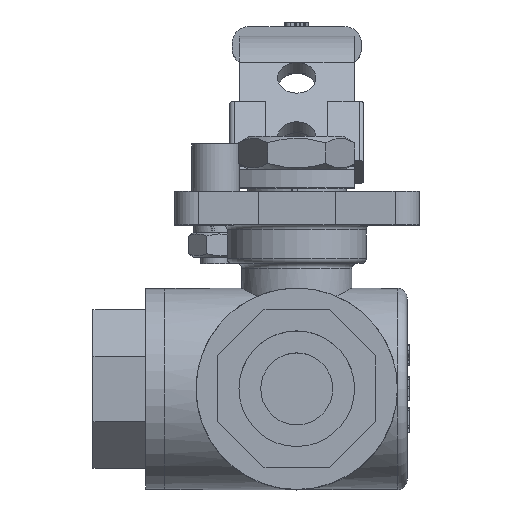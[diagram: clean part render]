
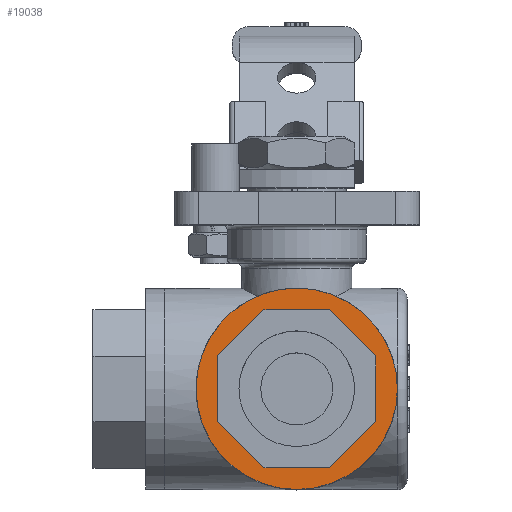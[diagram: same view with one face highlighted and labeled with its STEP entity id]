
A CAD part, top view. The second image highlights one B-rep face of the part: STEP entity #19038.
In plain terms, the highlighted planar face has unit normal (0, 0, 1).
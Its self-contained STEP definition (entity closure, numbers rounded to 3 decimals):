
#1242=FACE_BOUND('',#3356,.T.);
#2265=FACE_OUTER_BOUND('',#3355,.T.);
#3355=EDGE_LOOP('',(#16358));
#3356=EDGE_LOOP('',(#16359,#16360,#16361,#16362,#16363,#16364,#16365,#16366));
#3576=CIRCLE('',#19894,21.);
#5180=LINE('',#34137,#6856);
#5184=LINE('',#34145,#6860);
#5187=LINE('',#34151,#6863);
#5190=LINE('',#34157,#6866);
#5193=LINE('',#34163,#6869);
#5196=LINE('',#34169,#6872);
#5199=LINE('',#34175,#6875);
#5202=LINE('',#34180,#6878);
#6856=VECTOR('',#23093,10.);
#6860=VECTOR('',#23099,10.);
#6863=VECTOR('',#23104,10.);
#6866=VECTOR('',#23109,10.);
#6869=VECTOR('',#23114,10.);
#6872=VECTOR('',#23119,10.);
#6875=VECTOR('',#23124,10.);
#6878=VECTOR('',#23129,10.);
#8616=VERTEX_POINT('',#34135);
#8617=VERTEX_POINT('',#34136);
#8620=VERTEX_POINT('',#34144);
#8622=VERTEX_POINT('',#34150);
#8624=VERTEX_POINT('',#34156);
#8626=VERTEX_POINT('',#34162);
#8628=VERTEX_POINT('',#34168);
#8630=VERTEX_POINT('',#34174);
#8632=VERTEX_POINT('',#34184);
#11195=EDGE_CURVE('',#8616,#8617,#5180,.T.);
#11199=EDGE_CURVE('',#8617,#8620,#5184,.T.);
#11202=EDGE_CURVE('',#8620,#8622,#5187,.T.);
#11205=EDGE_CURVE('',#8622,#8624,#5190,.T.);
#11208=EDGE_CURVE('',#8624,#8626,#5193,.T.);
#11211=EDGE_CURVE('',#8626,#8628,#5196,.T.);
#11214=EDGE_CURVE('',#8628,#8630,#5199,.T.);
#11217=EDGE_CURVE('',#8630,#8616,#5202,.T.);
#11219=EDGE_CURVE('',#8632,#8632,#3576,.T.);
#16358=ORIENTED_EDGE('',*,*,#11219,.T.);
#16359=ORIENTED_EDGE('',*,*,#11195,.T.);
#16360=ORIENTED_EDGE('',*,*,#11199,.T.);
#16361=ORIENTED_EDGE('',*,*,#11202,.T.);
#16362=ORIENTED_EDGE('',*,*,#11205,.T.);
#16363=ORIENTED_EDGE('',*,*,#11208,.T.);
#16364=ORIENTED_EDGE('',*,*,#11211,.T.);
#16365=ORIENTED_EDGE('',*,*,#11214,.T.);
#16366=ORIENTED_EDGE('',*,*,#11217,.T.);
#17060=PLANE('',#19897);
#19038=ADVANCED_FACE('',(#2265,#1242),#17060,.T.);
#19894=AXIS2_PLACEMENT_3D('',#34185,#23135,#23136);
#19897=AXIS2_PLACEMENT_3D('',#34190,#23142,#23143);
#23093=DIRECTION('',(0.,1.,0.));
#23099=DIRECTION('',(0.707,0.707,0.));
#23104=DIRECTION('',(1.,0.,0.));
#23109=DIRECTION('',(0.707,-0.707,0.));
#23114=DIRECTION('',(0.,-1.,0.));
#23119=DIRECTION('',(-0.707,-0.707,0.));
#23124=DIRECTION('',(-1.,0.,0.));
#23129=DIRECTION('',(-0.707,0.707,0.));
#23135=DIRECTION('center_axis',(0.,0.,1.));
#23136=DIRECTION('ref_axis',(1.,0.,0.));
#23142=DIRECTION('center_axis',(0.,0.,1.));
#23143=DIRECTION('ref_axis',(-1.,0.,0.));
#34135=CARTESIAN_POINT('',(-16.5,-6.835,31.5));
#34136=CARTESIAN_POINT('',(-16.5,6.835,31.5));
#34137=CARTESIAN_POINT('',(-16.5,3.417,31.5));
#34144=CARTESIAN_POINT('',(-6.835,16.5,31.5));
#34145=CARTESIAN_POINT('',(-9.251,14.084,31.5));
#34150=CARTESIAN_POINT('',(6.835,16.5,31.5));
#34151=CARTESIAN_POINT('',(3.417,16.5,31.5));
#34156=CARTESIAN_POINT('',(16.5,6.835,31.5));
#34157=CARTESIAN_POINT('',(14.084,9.251,31.5));
#34162=CARTESIAN_POINT('',(16.5,-6.835,31.5));
#34163=CARTESIAN_POINT('',(16.5,-3.417,31.5));
#34168=CARTESIAN_POINT('',(6.835,-16.5,31.5));
#34169=CARTESIAN_POINT('',(9.251,-14.084,31.5));
#34174=CARTESIAN_POINT('',(-6.835,-16.5,31.5));
#34175=CARTESIAN_POINT('',(-3.417,-16.5,31.5));
#34180=CARTESIAN_POINT('',(-14.084,-9.251,31.5));
#34184=CARTESIAN_POINT('',(-21.,0.,31.5));
#34185=CARTESIAN_POINT('Origin',(0.,0.,31.5));
#34190=CARTESIAN_POINT('Origin',(0.,0.,31.5));
